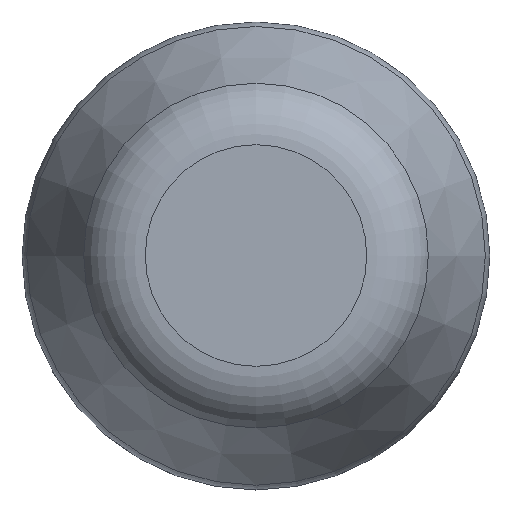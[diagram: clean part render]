
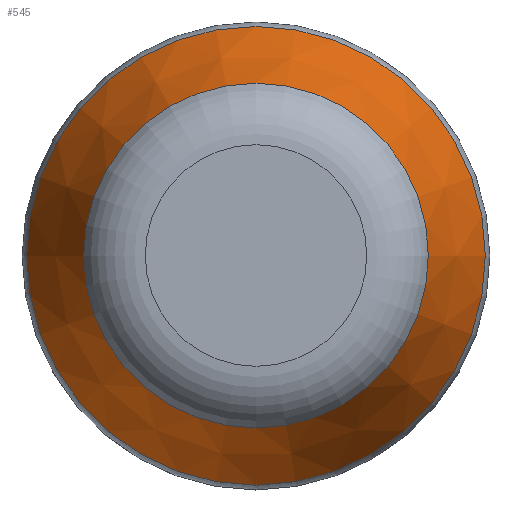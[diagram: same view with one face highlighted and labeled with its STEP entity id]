
A CAD part, top view. The second image highlights one B-rep face of the part: STEP entity #545.
In plain terms, the highlighted conical face has half-angle 21.3 degrees and reference radius 22.473 mm.
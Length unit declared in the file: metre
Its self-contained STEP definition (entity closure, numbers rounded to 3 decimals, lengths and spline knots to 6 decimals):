
#22=CONICAL_SURFACE('',#618,0.022473,0.372);
#212=ORIENTED_EDGE('',*,*,#316,.T.);
#213=ORIENTED_EDGE('',*,*,#319,.T.);
#316=EDGE_CURVE('',#386,#386,#435,.T.);
#319=EDGE_CURVE('',#389,#389,#438,.T.);
#386=VERTEX_POINT('',#798);
#389=VERTEX_POINT('',#805);
#435=CIRCLE('',#604,0.02204);
#438=CIRCLE('',#608,0.016562);
#459=EDGE_LOOP('',(#212));
#460=EDGE_LOOP('',(#213));
#504=FACE_BOUND('',#459,.T.);
#505=FACE_BOUND('',#460,.T.);
#545=ADVANCED_FACE('',(#504,#505),#22,.T.);
#604=AXIS2_PLACEMENT_3D('',#797,#650,#651);
#608=AXIS2_PLACEMENT_3D('',#804,#658,#659);
#618=AXIS2_PLACEMENT_3D('',#865,#703,#704);
#650=DIRECTION('',(0.,0.,1.));
#651=DIRECTION('',(-1.,0.,0.));
#658=DIRECTION('',(0.,0.,-1.));
#659=DIRECTION('',(-1.,0.,0.));
#703=DIRECTION('',(0.,0.,-1.));
#704=DIRECTION('',(1.,0.,0.));
#797=CARTESIAN_POINT('',(0.,0.003993,0.051111));
#798=CARTESIAN_POINT('',(-0.02204,0.003993,0.051111));
#804=CARTESIAN_POINT('',(0.,0.003993,0.065159));
#805=CARTESIAN_POINT('',(-0.016562,0.003993,0.065159));
#865=CARTESIAN_POINT('',(0.,0.003993,0.049998));
